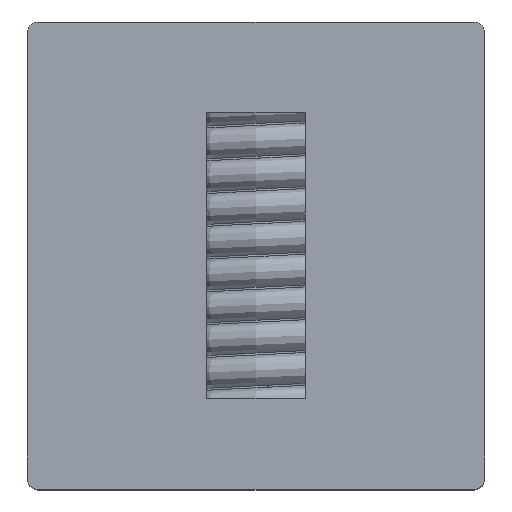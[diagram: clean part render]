
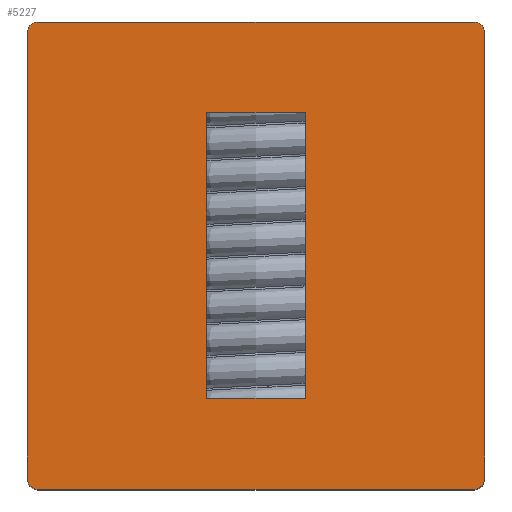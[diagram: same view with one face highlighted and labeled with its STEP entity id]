
A CAD part, top view. The second image highlights one B-rep face of the part: STEP entity #5227.
In plain terms, the highlighted planar face has unit normal (0, 0, 1).
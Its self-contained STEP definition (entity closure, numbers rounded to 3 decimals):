
#49=LINE('',#8119,#396);
#72=LINE('',#8408,#419);
#73=LINE('',#8413,#420);
#74=LINE('',#8417,#421);
#75=LINE('',#8418,#422);
#76=LINE('',#8421,#423);
#77=LINE('',#8423,#424);
#78=LINE('',#8425,#425);
#396=VECTOR('',#5672,1000.);
#419=VECTOR('',#5715,1000.);
#420=VECTOR('',#5720,1000.);
#421=VECTOR('',#5723,1000.);
#422=VECTOR('',#5724,1000.);
#423=VECTOR('',#5725,1000.);
#424=VECTOR('',#5726,1000.);
#425=VECTOR('',#5727,1000.);
#754=PLANE('',#5460);
#940=CIRCLE('',#5461,0.3);
#941=CIRCLE('',#5462,0.3);
#942=CIRCLE('',#5463,0.3);
#943=CIRCLE('',#5464,0.3);
#1147=ORIENTED_EDGE('',*,*,#2246,.T.);
#1148=ORIENTED_EDGE('',*,*,#2247,.F.);
#1149=ORIENTED_EDGE('',*,*,#2248,.T.);
#1150=ORIENTED_EDGE('',*,*,#2193,.F.);
#1151=ORIENTED_EDGE('',*,*,#2249,.T.);
#1152=ORIENTED_EDGE('',*,*,#2250,.T.);
#1153=ORIENTED_EDGE('',*,*,#2251,.T.);
#1154=ORIENTED_EDGE('',*,*,#2252,.T.);
#1155=ORIENTED_EDGE('',*,*,#2253,.T.);
#1156=ORIENTED_EDGE('',*,*,#2254,.T.);
#1157=ORIENTED_EDGE('',*,*,#2255,.T.);
#1158=ORIENTED_EDGE('',*,*,#2256,.T.);
#2193=EDGE_CURVE('',#2749,#2750,#49,.T.);
#2246=EDGE_CURVE('',#2799,#2800,#940,.F.);
#2247=EDGE_CURVE('',#2801,#2800,#72,.T.);
#2248=EDGE_CURVE('',#2801,#2750,#941,.F.);
#2249=EDGE_CURVE('',#2749,#2802,#942,.F.);
#2250=EDGE_CURVE('',#2802,#2803,#73,.T.);
#2251=EDGE_CURVE('',#2803,#2804,#943,.F.);
#2252=EDGE_CURVE('',#2804,#2799,#74,.T.);
#2253=EDGE_CURVE('',#2805,#2806,#75,.T.);
#2254=EDGE_CURVE('',#2806,#2807,#76,.T.);
#2255=EDGE_CURVE('',#2807,#2808,#77,.T.);
#2256=EDGE_CURVE('',#2808,#2805,#78,.T.);
#2749=VERTEX_POINT('',#8118);
#2750=VERTEX_POINT('',#8120);
#2799=VERTEX_POINT('',#8406);
#2800=VERTEX_POINT('',#8407);
#2801=VERTEX_POINT('',#8409);
#2802=VERTEX_POINT('',#8412);
#2803=VERTEX_POINT('',#8414);
#2804=VERTEX_POINT('',#8416);
#2805=VERTEX_POINT('',#8419);
#2806=VERTEX_POINT('',#8420);
#2807=VERTEX_POINT('',#8422);
#2808=VERTEX_POINT('',#8424);
#3226=EDGE_LOOP('',(#1147,#1148,#1149,#1150,#1151,#1152,#1153,#1154));
#3227=EDGE_LOOP('',(#1155,#1156,#1157,#1158));
#3480=FACE_BOUND('',#3226,.T.);
#3481=FACE_BOUND('',#3227,.T.);
#5227=ADVANCED_FACE('',(#3480,#3481),#754,.F.);
#5460=AXIS2_PLACEMENT_3D('',#8404,#5711,#5712);
#5461=AXIS2_PLACEMENT_3D('',#8405,#5713,#5714);
#5462=AXIS2_PLACEMENT_3D('',#8410,#5716,#5717);
#5463=AXIS2_PLACEMENT_3D('',#8411,#5718,#5719);
#5464=AXIS2_PLACEMENT_3D('',#8415,#5721,#5722);
#5672=DIRECTION('',(-1.,0.,0.));
#5711=DIRECTION('',(0.,0.,-1.));
#5712=DIRECTION('',(-1.,0.,0.));
#5713=DIRECTION('',(0.,0.,-1.));
#5714=DIRECTION('',(-1.,0.,0.));
#5715=DIRECTION('',(0.,1.,0.));
#5716=DIRECTION('',(0.,0.,-1.));
#5717=DIRECTION('',(-1.,0.,0.));
#5718=DIRECTION('',(0.,0.,-1.));
#5719=DIRECTION('',(-1.,0.,0.));
#5720=DIRECTION('',(0.,1.,0.));
#5721=DIRECTION('',(0.,0.,-1.));
#5722=DIRECTION('',(-1.,0.,0.));
#5723=DIRECTION('',(-1.,0.,0.));
#5724=DIRECTION('',(0.,-1.,0.));
#5725=DIRECTION('',(-1.,0.,0.));
#5726=DIRECTION('',(0.,1.,0.));
#5727=DIRECTION('',(1.,0.,0.));
#8118=CARTESIAN_POINT('',(6.45,-6.9,6.75));
#8119=CARTESIAN_POINT('',(6.75,-6.9,6.75));
#8120=CARTESIAN_POINT('',(-6.45,-6.9,6.75));
#8404=CARTESIAN_POINT('',(6.75,-6.9,6.75));
#8405=CARTESIAN_POINT('',(-6.45,6.6,6.75));
#8406=CARTESIAN_POINT('',(-6.45,6.9,6.75));
#8407=CARTESIAN_POINT('',(-6.75,6.6,6.75));
#8408=CARTESIAN_POINT('',(-6.75,-6.9,6.75));
#8409=CARTESIAN_POINT('',(-6.75,-6.6,6.75));
#8410=CARTESIAN_POINT('',(-6.45,-6.6,6.75));
#8411=CARTESIAN_POINT('',(6.45,-6.6,6.75));
#8412=CARTESIAN_POINT('',(6.75,-6.6,6.75));
#8413=CARTESIAN_POINT('',(6.75,-6.9,6.75));
#8414=CARTESIAN_POINT('',(6.75,6.6,6.75));
#8415=CARTESIAN_POINT('',(6.45,6.6,6.75));
#8416=CARTESIAN_POINT('',(6.45,6.9,6.75));
#8417=CARTESIAN_POINT('',(6.75,6.9,6.75));
#8418=CARTESIAN_POINT('',(1.452,4.852,6.75));
#8419=CARTESIAN_POINT('',(1.452,4.219,6.75));
#8420=CARTESIAN_POINT('',(1.452,-4.219,6.75));
#8421=CARTESIAN_POINT('',(1.452,-4.219,6.75));
#8422=CARTESIAN_POINT('',(-1.452,-4.219,6.75));
#8423=CARTESIAN_POINT('',(-1.452,-4.852,6.75));
#8424=CARTESIAN_POINT('',(-1.452,4.219,6.75));
#8425=CARTESIAN_POINT('',(-1.452,4.219,6.75));
